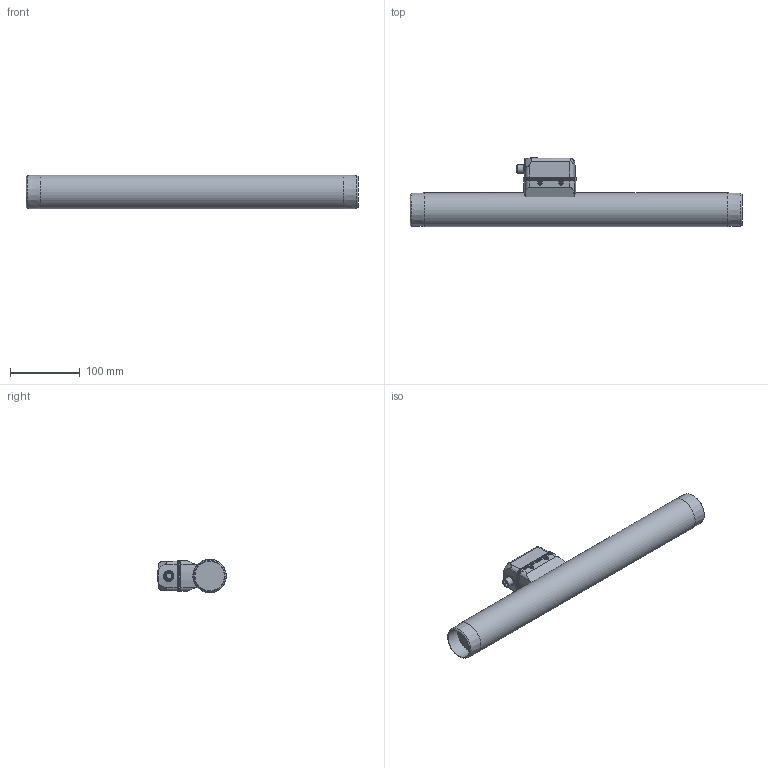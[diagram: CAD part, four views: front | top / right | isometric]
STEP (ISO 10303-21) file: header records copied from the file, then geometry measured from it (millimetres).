
FILE_DESCRIPTION( ( 'STEP AP203' ), '1' );
FILE_NAME( 'SD9500.stp', '2019-08-20T08:29:18', ( '' ), ( '' ), ' ', 'PARTsolutions', ' ' );
FILE_SCHEMA( ( 'CONFIG_CONTROL_DESIGN' ) );
Length unit declared in the file: millimetre
Products named in the file (1): _SD9500
Bounding box: 475 x 98.96 x 48.3 mm (x, y, z)
Volume: 967076.1 mm3; surface area: 93823.1 mm2
Topology: 1 solids, 1 shells, 222 faces, 580 edges, 380 vertices
Faces by surface type: plane 93, cylinder 78, cone 37, torus 9, sphere 5
Full cylindrical faces by diameter (mm): 4.45 x3, 5.5 x2, 8.45 x1, 12 x1, 42.3 x2, 48.3 x1
Entity records: 7132 total; most frequent: CARTESIAN_POINT 1610, DIRECTION 1184, ORIENTED_EDGE 1092, EDGE_CURVE 546, AXIS2_PLACEMENT_3D 445, VERTEX_POINT 377, LINE 294, VECTOR 294
